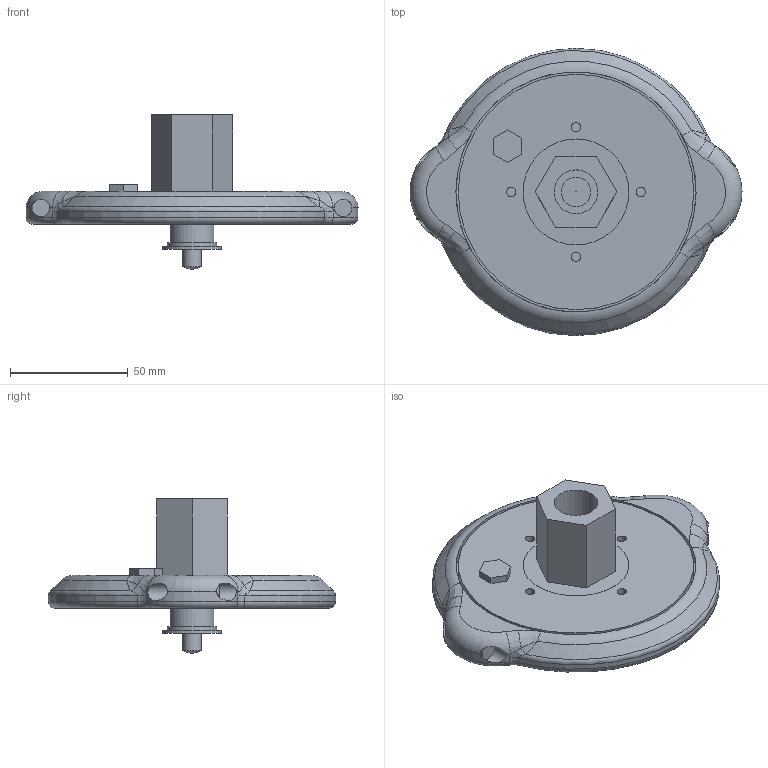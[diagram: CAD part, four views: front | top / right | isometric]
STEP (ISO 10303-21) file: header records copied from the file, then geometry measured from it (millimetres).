
FILE_DESCRIPTION( ( '' ), '1' );
FILE_NAME( '0106507.stp', '2003-11-17T09:51:35', ( 'Andreas Norlén' ), ( 'PIAB AB' ), 'XStep 1.0', 'Solid Edge V14', ' ' );
FILE_SCHEMA( ( 'CONFIG_CONTROL_DESIGN' ) );
Length unit declared in the file: millimetre
Products named in the file (2): 3107212
Bounding box: 141 x 122 x 65.5 mm (x, y, z)
Volume: 154407.7 mm3; surface area: 53082 mm2
Topology: 2 solids, 4 shells, 126 faces, 257 edges, 161 vertices
Faces by surface type: plane 48, cylinder 43, bspline 17, torus 14, cone 4
Full cylindrical faces by diameter (mm): 0.003 x1, 4 x4, 4.95 x2, 5 x4, 7.5 x2, 8.003 x1, 8.7 x1, 12.503 x1, 18.634 x2, 19 x1, 20.958 x1, 25.003 x1, 28 x1, 44.988 x1, 49 x1, 89 x1, 91 x1, 100 x2, 102 x1, 106 x1, 110 x1
Entity records: 5296 total; most frequent: CARTESIAN_POINT 2769, DIRECTION 520, ORIENTED_EDGE 430, AXIS2_PLACEMENT_3D 238, EDGE_CURVE 215, EDGE_LOOP 190, FACE_OUTER_BOUND 158, VERTEX_POINT 153
